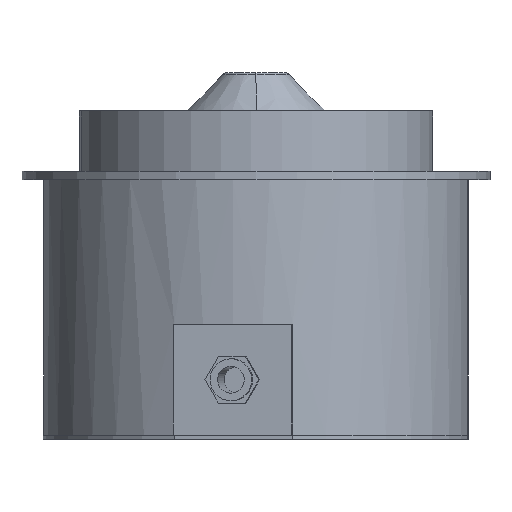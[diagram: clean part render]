
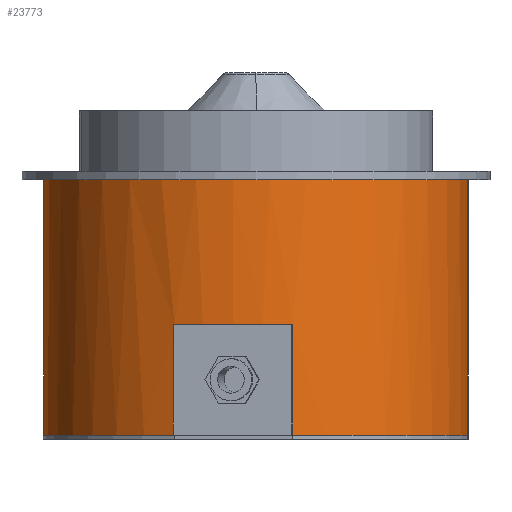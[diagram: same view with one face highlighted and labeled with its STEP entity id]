
A CAD part, front view. The second image highlights one B-rep face of the part: STEP entity #23773.
In plain terms, the highlighted cylindrical face has radius 100 mm (diameter 200 mm), a partial arc.
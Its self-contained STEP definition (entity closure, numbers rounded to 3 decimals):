
#235 = CARTESIAN_POINT ( 'NONE',  ( 0., 0., 52. ) ) ;
#325 = EDGE_CURVE ( 'NONE', #40364, #31210, #41009, .T. ) ;
#556 = VERTEX_POINT ( 'NONE', #4334 ) ;
#719 = CARTESIAN_POINT ( 'NONE',  ( 28., 96., 120. ) ) ;
#1892 = LINE ( 'NONE', #34811, #48882 ) ;
#2016 = DIRECTION ( 'NONE',  ( 1., 0., 0. ) ) ;
#4334 = CARTESIAN_POINT ( 'NONE',  ( -100., 0., 120. ) ) ;
#4782 = DIRECTION ( 'NONE',  ( -1., 0., 0. ) ) ;
#5164 = EDGE_CURVE ( 'NONE', #17337, #556, #56998, .T. ) ;
#5515 = EDGE_CURVE ( 'NONE', #31210, #24108, #57677, .T. ) ;
#5564 = CARTESIAN_POINT ( 'NONE',  ( 0., 0., 120. ) ) ;
#7351 = ORIENTED_EDGE ( 'NONE', *, *, #16456, .T. ) ;
#9785 = AXIS2_PLACEMENT_3D ( 'NONE', #25872, #57604, #30382 ) ;
#10177 = DIRECTION ( 'NONE',  ( 0., 0., -1. ) ) ;
#10561 = CARTESIAN_POINT ( 'NONE',  ( -28., 96., 52. ) ) ;
#12203 = EDGE_CURVE ( 'NONE', #17337, #38075, #16403, .T. ) ;
#12689 = FACE_OUTER_BOUND ( 'NONE', #43977, .T. ) ;
#14657 = ORIENTED_EDGE ( 'NONE', *, *, #5164, .F. ) ;
#15324 = EDGE_CURVE ( 'NONE', #38075, #24108, #58790, .T. ) ;
#15676 = EDGE_CURVE ( 'NONE', #29570, #40364, #1892, .T. ) ;
#16403 = LINE ( 'NONE', #54605, #17851 ) ;
#16456 = EDGE_CURVE ( 'NONE', #29570, #51602, #26071, .T. ) ;
#16707 = ORIENTED_EDGE ( 'NONE', *, *, #12203, .T. ) ;
#17337 = VERTEX_POINT ( 'NONE', #23043 ) ;
#17851 = VECTOR ( 'NONE', #22806, 1000. ) ;
#18043 = AXIS2_PLACEMENT_3D ( 'NONE', #235, #32020, #4782 ) ;
#18583 = CARTESIAN_POINT ( 'NONE',  ( 0., 0., 0. ) ) ;
#20052 = ORIENTED_EDGE ( 'NONE', *, *, #325, .F. ) ;
#22177 = VECTOR ( 'NONE', #22763, 1000. ) ;
#22763 = DIRECTION ( 'NONE',  ( 0., 0., -1. ) ) ;
#22806 = DIRECTION ( 'NONE',  ( 0., 0., -1. ) ) ;
#23043 = CARTESIAN_POINT ( 'NONE',  ( 100., 0., 120. ) ) ;
#23133 = DIRECTION ( 'NONE',  ( 1., 0., 0. ) ) ;
#23773 = ADVANCED_FACE ( 'NONE', ( #12689 ), #35416, .T. ) ;
#24108 = VERTEX_POINT ( 'NONE', #27525 ) ;
#25872 = CARTESIAN_POINT ( 'NONE',  ( 0., 0., 120. ) ) ;
#26071 = CIRCLE ( 'NONE', #42306, 100. ) ;
#27525 = CARTESIAN_POINT ( 'NONE',  ( 28., 96., 0. ) ) ;
#28428 = AXIS2_PLACEMENT_3D ( 'NONE', #5564, #10177, #55500 ) ;
#28703 = EDGE_CURVE ( 'NONE', #556, #51602, #58392, .T. ) ;
#29226 = CARTESIAN_POINT ( 'NONE',  ( -100., 0., 0. ) ) ;
#29241 = DIRECTION ( 'NONE',  ( 0., 0., 1. ) ) ;
#29570 = VERTEX_POINT ( 'NONE', #42713 ) ;
#29808 = CARTESIAN_POINT ( 'NONE',  ( 28., 96., 52. ) ) ;
#30382 = DIRECTION ( 'NONE',  ( 1., 0., 0. ) ) ;
#31210 = VERTEX_POINT ( 'NONE', #29808 ) ;
#32020 = DIRECTION ( 'NONE',  ( 0., 0., -1. ) ) ;
#34811 = CARTESIAN_POINT ( 'NONE',  ( -28., 96., 120. ) ) ;
#35416 = CYLINDRICAL_SURFACE ( 'NONE', #28428, 100. ) ;
#37764 = ORIENTED_EDGE ( 'NONE', *, *, #5515, .F. ) ;
#38075 = VERTEX_POINT ( 'NONE', #41432 ) ;
#40364 = VERTEX_POINT ( 'NONE', #10561 ) ;
#41009 = CIRCLE ( 'NONE', #18043, 100. ) ;
#41432 = CARTESIAN_POINT ( 'NONE',  ( 100., 0., 0. ) ) ;
#41714 = DIRECTION ( 'NONE',  ( 0., 0., -1. ) ) ;
#42306 = AXIS2_PLACEMENT_3D ( 'NONE', #56474, #29241, #2016 ) ;
#42713 = CARTESIAN_POINT ( 'NONE',  ( -28., 96., 0. ) ) ;
#43803 = AXIS2_PLACEMENT_3D ( 'NONE', #18583, #50370, #23133 ) ;
#43977 = EDGE_LOOP ( 'NONE', ( #14657, #16707, #52603, #37764, #20052, #54355, #7351, #44117 ) ) ;
#44117 = ORIENTED_EDGE ( 'NONE', *, *, #28703, .F. ) ;
#45640 = VECTOR ( 'NONE', #41714, 1000. ) ;
#48882 = VECTOR ( 'NONE', #53147, 1000. ) ;
#50370 = DIRECTION ( 'NONE',  ( 0., 0., 1. ) ) ;
#51602 = VERTEX_POINT ( 'NONE', #29226 ) ;
#52603 = ORIENTED_EDGE ( 'NONE', *, *, #15324, .T. ) ;
#53147 = DIRECTION ( 'NONE',  ( 0., 0., 1. ) ) ;
#54355 = ORIENTED_EDGE ( 'NONE', *, *, #15676, .F. ) ;
#54558 = CARTESIAN_POINT ( 'NONE',  ( -100., 0., 120. ) ) ;
#54605 = CARTESIAN_POINT ( 'NONE',  ( 100., 0., 120. ) ) ;
#55500 = DIRECTION ( 'NONE',  ( -1., 0., 0. ) ) ;
#56474 = CARTESIAN_POINT ( 'NONE',  ( 0., 0., 0. ) ) ;
#56998 = CIRCLE ( 'NONE', #9785, 100. ) ;
#57604 = DIRECTION ( 'NONE',  ( 0., 0., 1. ) ) ;
#57677 = LINE ( 'NONE', #719, #45640 ) ;
#58392 = LINE ( 'NONE', #54558, #22177 ) ;
#58790 = CIRCLE ( 'NONE', #43803, 100. ) ;
